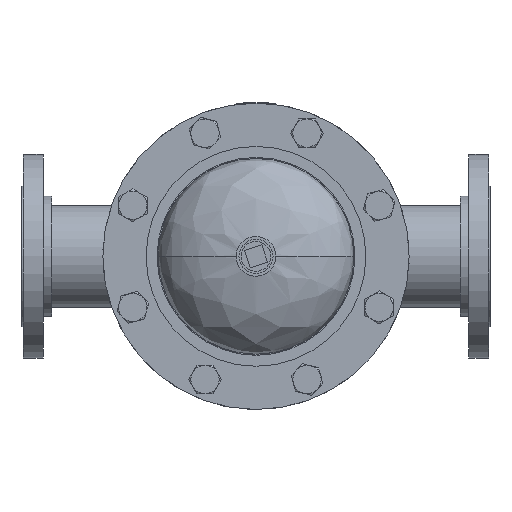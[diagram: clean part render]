
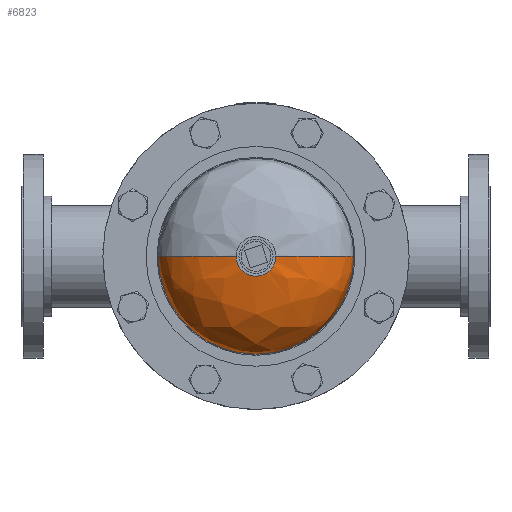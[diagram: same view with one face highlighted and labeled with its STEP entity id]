
A CAD part, front view. The second image highlights one B-rep face of the part: STEP entity #6823.
In plain terms, the highlighted free-form (B-spline) face has degree [3, 3] with [4, 4] control points.
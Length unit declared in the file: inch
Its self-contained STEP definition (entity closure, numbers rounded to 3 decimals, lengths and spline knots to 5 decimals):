
#5 = EDGE_CURVE ( 'NONE', #7223, #3600, #10615, .T. ) ;
#17 = CARTESIAN_POINT ( 'NONE',  ( -4.3125, 0.906, 0. ) ) ;
#574 = AXIS2_PLACEMENT_3D ( 'NONE', #3012, #1177, #8908 ) ;
#1177 = DIRECTION ( 'NONE',  ( 0., -1., 0. ) ) ;
#1344 = AXIS2_PLACEMENT_3D ( 'NONE', #7043, #6972, #5971 ) ;
#1909 = AXIS2_PLACEMENT_3D ( 'NONE', #11397, #5627, #4423 ) ;
#2115 = CIRCLE ( 'NONE', #1909, 0.75 ) ;
#2234 = CARTESIAN_POINT ( 'NONE',  ( 0., 3.12171, 0.75 ) ) ;
#2440 = ORIENTED_EDGE ( 'NONE', *, *, #5, .T. ) ;
#2559 = CARTESIAN_POINT ( 'NONE',  ( -0.75, 3.12171, 0. ) ) ;
#2682 = CARTESIAN_POINT ( 'NONE',  ( 2.90565, 2.92309, 0. ) ) ;
#2732 = CARTESIAN_POINT ( 'NONE',  ( 2.90565, 2.92309, 0. ) ) ;
#2739 = EDGE_CURVE ( 'NONE', #7101, #7223, #8299, .T. ) ;
#3012 = CARTESIAN_POINT ( 'NONE',  ( 0., 0.906, 0. ) ) ;
#3060 = CARTESIAN_POINT ( 'NONE',  ( -4.3125, 2.04809, 8.625 ) ) ;
#3388 = CARTESIAN_POINT ( 'NONE',  ( -0.75, 3.12171, 0. ) ) ;
#3589 = ORIENTED_EDGE ( 'NONE', *, *, #10764, .T. ) ;
#3600 = VERTEX_POINT ( 'NONE', #12031 ) ;
#3609 = CARTESIAN_POINT ( 'NONE',  ( 0.75, 3.12171, 0. ) ) ;
#3633 = CARTESIAN_POINT ( 'NONE',  ( -4.3125, 2.04809, 0. ) ) ;
#3655 = CARTESIAN_POINT ( 'NONE',  ( 4.3125, 2.04809, 0. ) ) ;
#3676 =( BOUNDED_CURVE ( )  B_SPLINE_CURVE ( 3, ( #11286, #2732, #3655, #6629 ),
 .UNSPECIFIED., .F., .F. ) 
 B_SPLINE_CURVE_WITH_KNOTS ( ( 4, 4 ),
 ( 4.88719, 6.28319 ),
 .UNSPECIFIED. ) 
 CURVE ( )  GEOMETRIC_REPRESENTATION_ITEM ( )  RATIONAL_B_SPLINE_CURVE ( ( 1., 0.844, 0.844, 1. ) ) 
 REPRESENTATION_ITEM ( '' )  );
#4356 = ORIENTED_EDGE ( 'NONE', *, *, #5709, .F. ) ;
#4423 = DIRECTION ( 'NONE',  ( 1., 0., 0. ) ) ;
#4476 = CARTESIAN_POINT ( 'NONE',  ( -2.90565, 2.92309, 0. ) ) ;
#4506 = CARTESIAN_POINT ( 'NONE',  ( -2.90565, 2.92309, 5.81131 ) ) ;
#4516 = ORIENTED_EDGE ( 'NONE', *, *, #6645, .F. ) ;
#4537 = CARTESIAN_POINT ( 'NONE',  ( 4.3125, 0.906, 0. ) ) ;
#4676 = EDGE_LOOP ( 'NONE', ( #10286, #2440, #4516, #4356, #3589 ) ) ;
#5474 = CARTESIAN_POINT ( 'NONE',  ( -0.75, 3.12171, 0. ) ) ;
#5627 = DIRECTION ( 'NONE',  ( 0., -1., 0. ) ) ;
#5709 = EDGE_CURVE ( 'NONE', #7067, #8720, #3676, .T. ) ;
#5971 = DIRECTION ( 'NONE',  ( 1., 0., 0. ) ) ;
#6543 = CARTESIAN_POINT ( 'NONE',  ( -4.3125, 0.906, 0. ) ) ;
#6629 = CARTESIAN_POINT ( 'NONE',  ( 4.3125, 0.906, 0. ) ) ;
#6645 = EDGE_CURVE ( 'NONE', #8720, #3600, #12436, .T. ) ;
#6823 = ADVANCED_FACE ( 'NONE', ( #7679 ), #7577, .F. ) ;
#6938 = CARTESIAN_POINT ( 'NONE',  ( 4.3125, 0.906, 8.625 ) ) ;
#6972 = DIRECTION ( 'NONE',  ( 0., -1., 0. ) ) ;
#7043 = CARTESIAN_POINT ( 'NONE',  ( 0., 3.12171, 0. ) ) ;
#7067 = VERTEX_POINT ( 'NONE', #9016 ) ;
#7101 = VERTEX_POINT ( 'NONE', #2234 ) ;
#7223 = VERTEX_POINT ( 'NONE', #2559 ) ;
#7499 = CARTESIAN_POINT ( 'NONE',  ( 4.3125, 2.04809, 0. ) ) ;
#7577 =( BOUNDED_SURFACE ( )  B_SPLINE_SURFACE ( 3, 3, ( 
 ( #3609, #10631, #11420, #5474 ),
 ( #2682, #9360, #4506, #12319 ),
 ( #7499, #9838, #3060, #8957 ),
 ( #11727, #6938, #7744, #17 ) ),
 .UNSPECIFIED., .F., .F., .T. ) 
 B_SPLINE_SURFACE_WITH_KNOTS ( ( 4, 4 ),
 ( 4, 4 ),
 ( 0., 1. ),
 ( 0., 1. ),
 .UNSPECIFIED. ) 
 GEOMETRIC_REPRESENTATION_ITEM ( )  RATIONAL_B_SPLINE_SURFACE ( (
 ( 1., 0.333, 0.333, 1.),
 ( 0.844, 0.281, 0.281, 0.844),
 ( 0.844, 0.281, 0.281, 0.844),
 ( 1., 0.333, 0.333, 1.) ) ) 
 REPRESENTATION_ITEM ( '' )  SURFACE ( )  );
#7679 = FACE_OUTER_BOUND ( 'NONE', #4676, .T. ) ;
#7744 = CARTESIAN_POINT ( 'NONE',  ( -4.3125, 0.906, 8.625 ) ) ;
#8299 = CIRCLE ( 'NONE', #1344, 0.75 ) ;
#8720 = VERTEX_POINT ( 'NONE', #4537 ) ;
#8908 = DIRECTION ( 'NONE',  ( 1., 0., 0. ) ) ;
#8957 = CARTESIAN_POINT ( 'NONE',  ( -4.3125, 2.04809, 0. ) ) ;
#9016 = CARTESIAN_POINT ( 'NONE',  ( 0.75, 3.12171, 0. ) ) ;
#9360 = CARTESIAN_POINT ( 'NONE',  ( 2.90565, 2.92309, 5.81131 ) ) ;
#9838 = CARTESIAN_POINT ( 'NONE',  ( 4.3125, 2.04809, 8.625 ) ) ;
#10286 = ORIENTED_EDGE ( 'NONE', *, *, #2739, .T. ) ;
#10615 =( BOUNDED_CURVE ( )  B_SPLINE_CURVE ( 3, ( #3388, #4476, #3633, #6543 ),
 .UNSPECIFIED., .F., .F. ) 
 B_SPLINE_CURVE_WITH_KNOTS ( ( 4, 4 ),
 ( 4.88719, 6.28319 ),
 .UNSPECIFIED. ) 
 CURVE ( )  GEOMETRIC_REPRESENTATION_ITEM ( )  RATIONAL_B_SPLINE_CURVE ( ( 1., 0.844, 0.844, 1. ) ) 
 REPRESENTATION_ITEM ( '' )  );
#10631 = CARTESIAN_POINT ( 'NONE',  ( 0.75, 3.12171, 1.5 ) ) ;
#10764 = EDGE_CURVE ( 'NONE', #7067, #7101, #2115, .T. ) ;
#11286 = CARTESIAN_POINT ( 'NONE',  ( 0.75, 3.12171, 0. ) ) ;
#11397 = CARTESIAN_POINT ( 'NONE',  ( 0., 3.12171, 0. ) ) ;
#11420 = CARTESIAN_POINT ( 'NONE',  ( -0.75, 3.12171, 1.5 ) ) ;
#11727 = CARTESIAN_POINT ( 'NONE',  ( 4.3125, 0.906, 0. ) ) ;
#12031 = CARTESIAN_POINT ( 'NONE',  ( -4.3125, 0.906, 0. ) ) ;
#12319 = CARTESIAN_POINT ( 'NONE',  ( -2.90565, 2.92309, 0. ) ) ;
#12436 = CIRCLE ( 'NONE', #574, 4.3125 ) ;
